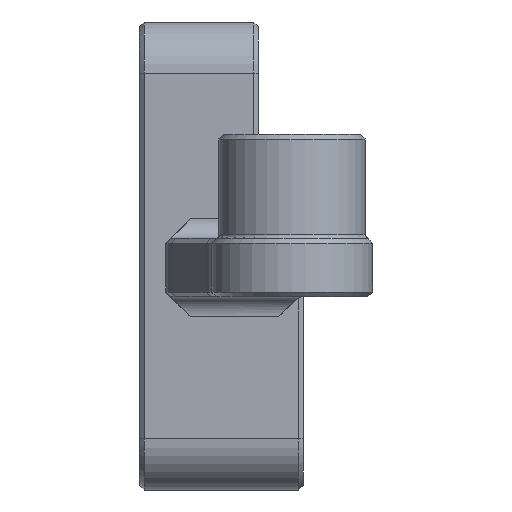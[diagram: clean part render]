
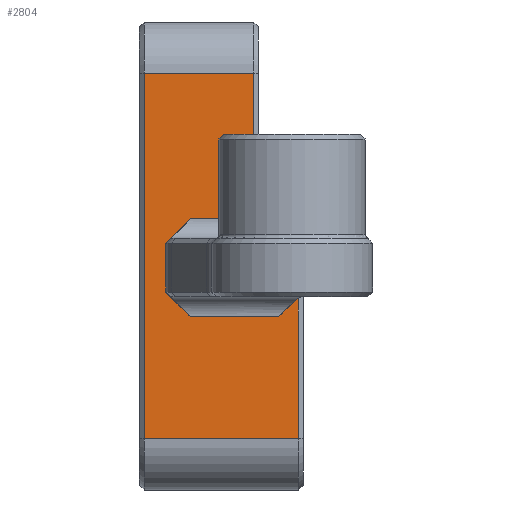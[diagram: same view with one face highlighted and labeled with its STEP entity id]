
A CAD part, front view. The second image highlights one B-rep face of the part: STEP entity #2804.
In plain terms, the highlighted planar face has unit normal (0, -1, 0).
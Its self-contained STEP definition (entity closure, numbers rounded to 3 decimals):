
#77=CARTESIAN_POINT('Vertex',(-12.95,52.4,0.5)) ;
#80=CARTESIAN_POINT('Line Origine',(-12.7,52.4,0.25)) ;
#84=CARTESIAN_POINT('Vertex',(-10.45,52.4,-2.)) ;
#127=CARTESIAN_POINT('Vertex',(-10.45,52.4,8.)) ;
#132=CARTESIAN_POINT('Line Origine',(-12.7,52.4,5.75)) ;
#136=CARTESIAN_POINT('Vertex',(-12.95,52.4,5.5)) ;
#188=CARTESIAN_POINT('Vertex',(-1.369,52.4,8.)) ;
#191=CARTESIAN_POINT('Line Origine',(-3.61,52.4,8.)) ;
#1620=CARTESIAN_POINT('Line Origine',(-3.61,52.4,-2.)) ;
#1624=CARTESIAN_POINT('Vertex',(-1.369,52.4,-2.)) ;
#1650=CARTESIAN_POINT('Line Origine',(-12.95,52.4,3.)) ;
#1670=CARTESIAN_POINT('Vertex',(0.65,52.4,0.004)) ;
#1688=CARTESIAN_POINT('Control Point',(0.65,52.4,0.004)) ;
#1689=CARTESIAN_POINT('Control Point',(-1.369,52.4,-2.)) ;
#1737=CARTESIAN_POINT('Control Point',(-1.369,52.4,8.)) ;
#1738=CARTESIAN_POINT('Control Point',(0.65,52.4,5.996)) ;
#1739=CARTESIAN_POINT('Vertex',(0.65,52.4,5.996)) ;
#1778=CARTESIAN_POINT('Vertex',(0.65,52.4,-14.55)) ;
#1825=CARTESIAN_POINT('Vertex',(-3.95,52.4,22.95)) ;
#2021=CARTESIAN_POINT('Vertex',(-15.15,52.4,-14.55)) ;
#2029=CARTESIAN_POINT('Line Origine',(-7.25,52.4,-14.55)) ;
#2050=CARTESIAN_POINT('Vertex',(-15.15,52.4,22.95)) ;
#2055=CARTESIAN_POINT('Line Origine',(-7.25,52.4,22.95)) ;
#2108=CARTESIAN_POINT('Line Origine',(-15.15,52.4,11.625)) ;
#2430=CARTESIAN_POINT('Vertex',(0.65,52.4,8.327)) ;
#2433=CARTESIAN_POINT('Line Origine',(0.65,52.4,2.495)) ;
#2438=CARTESIAN_POINT('Line Origine',(0.65,52.4,2.495)) ;
#2567=CARTESIAN_POINT('Line Origine',(-3.95,52.4,4.461)) ;
#2571=CARTESIAN_POINT('Vertex',(-3.95,52.4,14.163)) ;
#2607=CARTESIAN_POINT('Line Origine',(-6.139,52.4,16.94)) ;
#2783=CARTESIAN_POINT('Axis2P3D Location',(-12.95,52.4,0.)) ;
#81=DIRECTION('Vector Direction',(-0.707,0.,0.707)) ;
#133=DIRECTION('Vector Direction',(0.707,0.,0.707)) ;
#192=DIRECTION('Vector Direction',(-1.,0.,0.)) ;
#1621=DIRECTION('Vector Direction',(1.,0.,0.)) ;
#1651=DIRECTION('Vector Direction',(0.,0.,1.)) ;
#2030=DIRECTION('Vector Direction',(-1.,0.,0.)) ;
#2056=DIRECTION('Vector Direction',(-1.,0.,0.)) ;
#2109=DIRECTION('Vector Direction',(0.,0.,-1.)) ;
#2434=DIRECTION('Vector Direction',(0.,0.,1.)) ;
#2439=DIRECTION('Vector Direction',(0.,0.,1.)) ;
#2568=DIRECTION('Vector Direction',(0.,0.,-1.)) ;
#2608=DIRECTION('Vector Direction',(0.619,0.,-0.785)) ;
#2784=DIRECTION('Axis2P3D Direction',(0.,-1.,0.)) ;
#2785=DIRECTION('Axis2P3D XDirection',(1.,0.,0.)) ;
#2786=AXIS2_PLACEMENT_3D('Plane Axis2P3D',#2783,#2784,#2785) ;
#2789=ORIENTED_EDGE('',*,*,#2033,.F.) ;
#2790=ORIENTED_EDGE('',*,*,#2442,.T.) ;
#2791=ORIENTED_EDGE('',*,*,#1690,.F.) ;
#2792=ORIENTED_EDGE('',*,*,#1626,.T.) ;
#2793=ORIENTED_EDGE('',*,*,#86,.F.) ;
#2794=ORIENTED_EDGE('',*,*,#1654,.T.) ;
#2795=ORIENTED_EDGE('',*,*,#138,.F.) ;
#2796=ORIENTED_EDGE('',*,*,#195,.F.) ;
#2797=ORIENTED_EDGE('',*,*,#1741,.F.) ;
#2798=ORIENTED_EDGE('',*,*,#2437,.T.) ;
#2799=ORIENTED_EDGE('',*,*,#2611,.T.) ;
#2800=ORIENTED_EDGE('',*,*,#2573,.T.) ;
#2801=ORIENTED_EDGE('',*,*,#2059,.T.) ;
#2802=ORIENTED_EDGE('',*,*,#2112,.F.) ;
#82=VECTOR('Line Direction',#81,1.) ;
#134=VECTOR('Line Direction',#133,1.) ;
#193=VECTOR('Line Direction',#192,1.) ;
#1622=VECTOR('Line Direction',#1621,1.) ;
#1652=VECTOR('Line Direction',#1651,1.) ;
#2031=VECTOR('Line Direction',#2030,1.) ;
#2057=VECTOR('Line Direction',#2056,1.) ;
#2110=VECTOR('Line Direction',#2109,1.) ;
#2435=VECTOR('Line Direction',#2434,1.) ;
#2440=VECTOR('Line Direction',#2439,1.) ;
#2569=VECTOR('Line Direction',#2568,1.) ;
#2609=VECTOR('Line Direction',#2608,1.) ;
#2804=ADVANCED_FACE('Corps principal',(#2803),#2787,.T.) ;
#1687=B_SPLINE_CURVE_WITH_KNOTS('',1,(#1688,#1689),.UNSPECIFIED.,.F.,.U.,(2,2),(-1.425,1.419),.UNSPECIFIED.) ;
#1736=B_SPLINE_CURVE_WITH_KNOTS('',1,(#1737,#1738),.UNSPECIFIED.,.F.,.U.,(2,2),(-1.419,1.425),.UNSPECIFIED.) ;
#86=EDGE_CURVE('',#78,#85,#83,.F.) ;
#138=EDGE_CURVE('',#128,#137,#135,.F.) ;
#195=EDGE_CURVE('',#189,#128,#194,.T.) ;
#1626=EDGE_CURVE('',#1625,#85,#1623,.F.) ;
#1654=EDGE_CURVE('',#78,#137,#1653,.T.) ;
#1690=EDGE_CURVE('',#1625,#1671,#1687,.F.) ;
#1741=EDGE_CURVE('',#1740,#189,#1736,.F.) ;
#2033=EDGE_CURVE('',#1779,#2022,#2032,.T.) ;
#2059=EDGE_CURVE('',#1826,#2051,#2058,.T.) ;
#2112=EDGE_CURVE('',#2022,#2051,#2111,.F.) ;
#2437=EDGE_CURVE('',#1740,#2431,#2436,.T.) ;
#2442=EDGE_CURVE('',#1779,#1671,#2441,.T.) ;
#2573=EDGE_CURVE('',#2572,#1826,#2570,.F.) ;
#2611=EDGE_CURVE('',#2431,#2572,#2610,.F.) ;
#2788=EDGE_LOOP('',(#2789,#2790,#2791,#2792,#2793,#2794,#2795,#2796,#2797,#2798,#2799,#2800,#2801,#2802)) ;
#2803=FACE_OUTER_BOUND('',#2788,.T.) ;
#83=LINE('Line',#80,#82) ;
#135=LINE('Line',#132,#134) ;
#194=LINE('Line',#191,#193) ;
#1623=LINE('Line',#1620,#1622) ;
#1653=LINE('Line',#1650,#1652) ;
#2032=LINE('Line',#2029,#2031) ;
#2058=LINE('Line',#2055,#2057) ;
#2111=LINE('Line',#2108,#2110) ;
#2436=LINE('Line',#2433,#2435) ;
#2441=LINE('Line',#2438,#2440) ;
#2570=LINE('Line',#2567,#2569) ;
#2610=LINE('Line',#2607,#2609) ;
#2787=PLANE('Plane',#2786) ;
#78=VERTEX_POINT('',#77) ;
#85=VERTEX_POINT('',#84) ;
#128=VERTEX_POINT('',#127) ;
#137=VERTEX_POINT('',#136) ;
#189=VERTEX_POINT('',#188) ;
#1625=VERTEX_POINT('',#1624) ;
#1671=VERTEX_POINT('',#1670) ;
#1740=VERTEX_POINT('',#1739) ;
#1779=VERTEX_POINT('',#1778) ;
#1826=VERTEX_POINT('',#1825) ;
#2022=VERTEX_POINT('',#2021) ;
#2051=VERTEX_POINT('',#2050) ;
#2431=VERTEX_POINT('',#2430) ;
#2572=VERTEX_POINT('',#2571) ;
